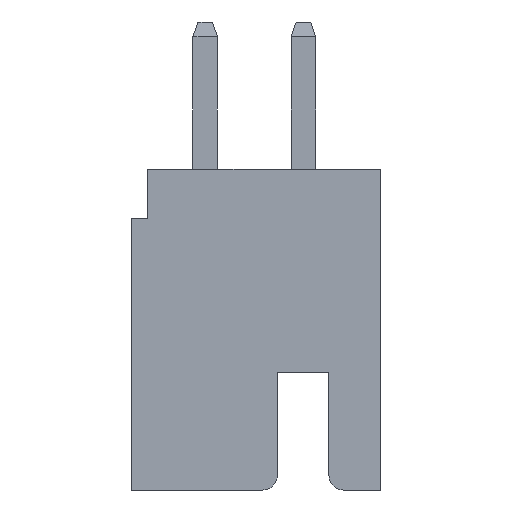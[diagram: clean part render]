
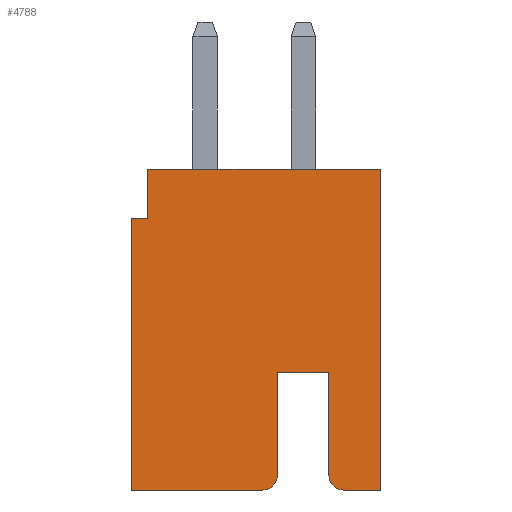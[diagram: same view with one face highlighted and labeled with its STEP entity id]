
A CAD part, left-side view. The second image highlights one B-rep face of the part: STEP entity #4788.
In plain terms, the highlighted planar face has unit normal (-1, 0, 0).
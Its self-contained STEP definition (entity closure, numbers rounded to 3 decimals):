
#58=DIRECTION('',(0.,-1.,0.));
#59=VECTOR('',#58,2.67);
#60=CARTESIAN_POINT('',(-6.95,2.535,0.));
#61=LINE('',#60,#59);
#90=DIRECTION('',(0.,-1.,0.));
#91=VECTOR('',#90,0.75);
#92=CARTESIAN_POINT('',(-6.95,-1.785,0.));
#93=LINE('',#92,#91);
#467=DIRECTION('',(0.,0.,1.));
#468=VECTOR('',#467,6.53);
#469=CARTESIAN_POINT('',(-6.95,-2.535,0.));
#470=LINE('',#469,#468);
#634=CARTESIAN_POINT('',(-6.95,-1.785,0.3));
#635=DIRECTION('',(-1.,0.,0.));
#636=DIRECTION('',(0.,1.,0.));
#637=AXIS2_PLACEMENT_3D('',#634,#635,#636);
#639=DIRECTION('',(0.,0.,1.));
#640=VECTOR('',#639,2.1);
#641=CARTESIAN_POINT('',(-6.95,-1.485,0.3));
#642=LINE('',#641,#640);
#643=DIRECTION('',(0.,1.,0.));
#644=VECTOR('',#643,1.05);
#645=CARTESIAN_POINT('',(-6.95,-1.485,2.4));
#646=LINE('',#645,#644);
#647=DIRECTION('',(0.,0.,1.));
#648=VECTOR('',#647,2.1);
#649=CARTESIAN_POINT('',(-6.95,-0.435,0.3));
#650=LINE('',#649,#648);
#651=CARTESIAN_POINT('',(-6.95,-0.135,0.3));
#652=DIRECTION('',(-1.,0.,0.));
#653=DIRECTION('',(0.,0.,-1.));
#654=AXIS2_PLACEMENT_3D('',#651,#652,#653);
#656=DIRECTION('',(0.,0.,1.));
#657=VECTOR('',#656,5.53);
#658=CARTESIAN_POINT('',(-6.95,2.535,0.));
#659=LINE('',#658,#657);
#660=DIRECTION('',(0.,-1.,0.));
#661=VECTOR('',#660,0.33);
#662=CARTESIAN_POINT('',(-6.95,2.535,5.53));
#663=LINE('',#662,#661);
#664=DIRECTION('',(0.,0.,-1.));
#665=VECTOR('',#664,1.);
#666=CARTESIAN_POINT('',(-6.95,2.205,6.53));
#667=LINE('',#666,#665);
#1106=DIRECTION('',(0.,-1.,0.));
#1107=VECTOR('',#1106,4.74);
#1108=CARTESIAN_POINT('',(-6.95,2.205,6.53));
#1109=LINE('',#1108,#1107);
#3138=CARTESIAN_POINT('',(-6.95,-2.535,0.));
#3139=CARTESIAN_POINT('',(-6.95,-2.535,6.53));
#3140=VERTEX_POINT('',#3138);
#3141=VERTEX_POINT('',#3139);
#3146=CARTESIAN_POINT('',(-6.95,2.535,5.53));
#3147=CARTESIAN_POINT('',(-6.95,2.205,5.53));
#3148=VERTEX_POINT('',#3146);
#3149=VERTEX_POINT('',#3147);
#3150=CARTESIAN_POINT('',(-6.95,2.205,6.53));
#3151=VERTEX_POINT('',#3150);
#3158=CARTESIAN_POINT('',(-6.95,2.535,0.));
#3159=VERTEX_POINT('',#3158);
#3218=CARTESIAN_POINT('',(-6.95,-1.485,2.4));
#3219=CARTESIAN_POINT('',(-6.95,-0.435,2.4));
#3220=VERTEX_POINT('',#3218);
#3221=VERTEX_POINT('',#3219);
#3534=CARTESIAN_POINT('',(-6.95,-1.485,0.3));
#3535=VERTEX_POINT('',#3534);
#3536=CARTESIAN_POINT('',(-6.95,-1.785,0.));
#3537=VERTEX_POINT('',#3536);
#3538=CARTESIAN_POINT('',(-6.95,-0.135,0.));
#3539=CARTESIAN_POINT('',(-6.95,-0.435,0.3));
#3540=VERTEX_POINT('',#3538);
#3541=VERTEX_POINT('',#3539);
#4761=CARTESIAN_POINT('',(-6.95,2.535,0.));
#4762=DIRECTION('',(-1.,0.,0.));
#4763=DIRECTION('',(0.,-1.,0.));
#4764=AXIS2_PLACEMENT_3D('',#4761,#4762,#4763);
#4765=PLANE('',#4764);
#4767=ORIENTED_EDGE('',*,*,#4766,.F.);
#4769=ORIENTED_EDGE('',*,*,#4768,.T.);
#4771=ORIENTED_EDGE('',*,*,#4770,.T.);
#4773=ORIENTED_EDGE('',*,*,#4772,.F.);
#4775=ORIENTED_EDGE('',*,*,#4774,.F.);
#4776=ORIENTED_EDGE('',*,*,#4155,.F.);
#4777=ORIENTED_EDGE('',*,*,#4244,.T.);
#4779=ORIENTED_EDGE('',*,*,#4778,.T.);
#4781=ORIENTED_EDGE('',*,*,#4780,.F.);
#4783=ORIENTED_EDGE('',*,*,#4782,.T.);
#4784=ORIENTED_EDGE('',*,*,#4559,.F.);
#4785=ORIENTED_EDGE('',*,*,#4179,.F.);
#4786=EDGE_LOOP('',(#4767,#4769,#4771,#4773,#4775,#4776,#4777,#4779,#4781,#4783,
#4784,#4785));
#4787=FACE_OUTER_BOUND('',#4786,.F.);
#638=CIRCLE('',#637,0.3);
#655=CIRCLE('',#654,0.3);
#4155=EDGE_CURVE('',#3159,#3540,#61,.T.);
#4179=EDGE_CURVE('',#3537,#3140,#93,.T.);
#4244=EDGE_CURVE('',#3159,#3148,#659,.T.);
#4559=EDGE_CURVE('',#3140,#3141,#470,.T.);
#4766=EDGE_CURVE('',#3535,#3537,#638,.T.);
#4768=EDGE_CURVE('',#3535,#3220,#642,.T.);
#4770=EDGE_CURVE('',#3220,#3221,#646,.T.);
#4772=EDGE_CURVE('',#3541,#3221,#650,.T.);
#4774=EDGE_CURVE('',#3540,#3541,#655,.T.);
#4778=EDGE_CURVE('',#3148,#3149,#663,.T.);
#4780=EDGE_CURVE('',#3151,#3149,#667,.T.);
#4782=EDGE_CURVE('',#3151,#3141,#1109,.T.);
#4788=ADVANCED_FACE('',(#4787),#4765,.T.);
